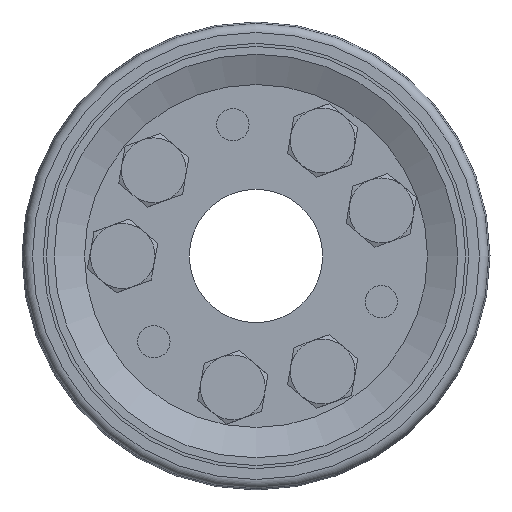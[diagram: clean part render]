
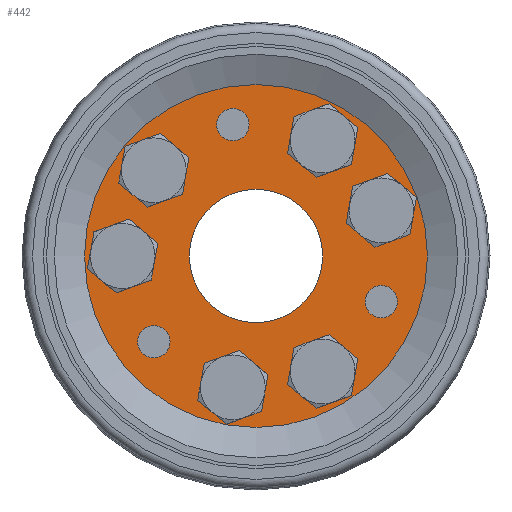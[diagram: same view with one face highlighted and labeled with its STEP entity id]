
A CAD part, left-side view. The second image highlights one B-rep face of the part: STEP entity #442.
In plain terms, the highlighted planar face has unit normal (-1, 0, 0).
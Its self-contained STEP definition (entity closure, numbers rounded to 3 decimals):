
#442 = ADVANCED_FACE( '', ( #1212, #1213, #1214, #1215, #1216, #1217, #1218, #1219, #1220, #1221, #1222 ), #1223, .T. );
#1212 = FACE_BOUND( '', #2457, .T. );
#1213 = FACE_BOUND( '', #2458, .T. );
#1214 = FACE_BOUND( '', #2459, .T. );
#1215 = FACE_OUTER_BOUND( '', #2460, .T. );
#1216 = FACE_BOUND( '', #2461, .T. );
#1217 = FACE_BOUND( '', #2462, .T. );
#1218 = FACE_BOUND( '', #2463, .T. );
#1219 = FACE_BOUND( '', #2464, .T. );
#1220 = FACE_BOUND( '', #2465, .T. );
#1221 = FACE_BOUND( '', #2466, .T. );
#1222 = FACE_BOUND( '', #2467, .T. );
#1223 = PLANE( '', #2468 );
#2457 = EDGE_LOOP( '', ( #3852 ) );
#2458 = EDGE_LOOP( '', ( #3853 ) );
#2459 = EDGE_LOOP( '', ( #3854 ) );
#2460 = EDGE_LOOP( '', ( #3855 ) );
#2461 = EDGE_LOOP( '', ( #3856 ) );
#2462 = EDGE_LOOP( '', ( #3857 ) );
#2463 = EDGE_LOOP( '', ( #3858 ) );
#2464 = EDGE_LOOP( '', ( #3859 ) );
#2465 = EDGE_LOOP( '', ( #3860 ) );
#2466 = EDGE_LOOP( '', ( #3861 ) );
#2467 = EDGE_LOOP( '', ( #3862 ) );
#2468 = AXIS2_PLACEMENT_3D( '', #3863, #3864, #3865 );
#3852 = ORIENTED_EDGE( '', *, *, #6343, .T. );
#3853 = ORIENTED_EDGE( '', *, *, #6344, .T. );
#3854 = ORIENTED_EDGE( '', *, *, #6308, .T. );
#3855 = ORIENTED_EDGE( '', *, *, #6345, .T. );
#3856 = ORIENTED_EDGE( '', *, *, #6346, .F. );
#3857 = ORIENTED_EDGE( '', *, *, #6347, .F. );
#3858 = ORIENTED_EDGE( '', *, *, #6348, .F. );
#3859 = ORIENTED_EDGE( '', *, *, #6349, .F. );
#3860 = ORIENTED_EDGE( '', *, *, #6350, .F. );
#3861 = ORIENTED_EDGE( '', *, *, #6351, .F. );
#3862 = ORIENTED_EDGE( '', *, *, #6352, .T. );
#3863 = CARTESIAN_POINT( '', ( -38.452, 10.725, 8.999 ) );
#3864 = DIRECTION( '', ( -1., 0., 0. ) );
#3865 = DIRECTION( '', ( 0., 0.766, 0.643 ) );
#6308 = EDGE_CURVE( '', #7373, #7373, #7374, .T. );
#6343 = EDGE_CURVE( '', #7433, #7433, #7434, .T. );
#6344 = EDGE_CURVE( '', #7435, #7435, #7436, .T. );
#6345 = EDGE_CURVE( '', #7437, #7437, #7438, .T. );
#6346 = EDGE_CURVE( '', #7439, #7439, #7440, .T. );
#6347 = EDGE_CURVE( '', #7441, #7441, #7442, .T. );
#6348 = EDGE_CURVE( '', #7443, #7443, #7444, .T. );
#6349 = EDGE_CURVE( '', #7445, #7445, #7446, .T. );
#6350 = EDGE_CURVE( '', #7447, #7447, #7448, .T. );
#6351 = EDGE_CURVE( '', #7449, #7449, #7450, .T. );
#6352 = EDGE_CURVE( '', #7451, #7451, #7452, .F. );
#7373 = VERTEX_POINT( '', #9086 );
#7374 = CIRCLE( '', #9087, 4.25 );
#7433 = VERTEX_POINT( '', #9174 );
#7434 = CIRCLE( '', #9175, 4.25 );
#7435 = VERTEX_POINT( '', #9176 );
#7436 = CIRCLE( '', #9177, 4.25 );
#7437 = VERTEX_POINT( '', #9178 );
#7438 = CIRCLE( '', #9179, 45. );
#7439 = VERTEX_POINT( '', #9180 );
#7440 = CIRCLE( '', #9181, 7.75 );
#7441 = VERTEX_POINT( '', #9182 );
#7442 = CIRCLE( '', #9183, 7.75 );
#7443 = VERTEX_POINT( '', #9184 );
#7444 = CIRCLE( '', #9185, 7.75 );
#7445 = VERTEX_POINT( '', #9186 );
#7446 = CIRCLE( '', #9187, 7.75 );
#7447 = VERTEX_POINT( '', #9188 );
#7448 = CIRCLE( '', #9189, 7.75 );
#7449 = VERTEX_POINT( '', #9190 );
#7450 = CIRCLE( '', #9191, 7.75 );
#7451 = VERTEX_POINT( '', #9192 );
#7452 = CIRCLE( '', #9193, 17.5 );
#9086 = CARTESIAN_POINT( '', ( -38.452, -30.157, -15.226 ) );
#9087 = AXIS2_PLACEMENT_3D( '', #11376, #11377, #11378 );
#9174 = CARTESIAN_POINT( '', ( -38.452, 29.543, -25.753 ) );
#9175 = AXIS2_PLACEMENT_3D( '', #11439, #11440, #11441 );
#9176 = CARTESIAN_POINT( '', ( -38.452, 8.81, 31.213 ) );
#9177 = AXIS2_PLACEMENT_3D( '', #11442, #11443, #11444 );
#9178 = CARTESIAN_POINT( '', ( -38.452, 34.472, 28.925 ) );
#9179 = AXIS2_PLACEMENT_3D( '', #11445, #11446, #11447 );
#9180 = CARTESIAN_POINT( '', ( -38.452, -25.25, -30.311 ) );
#9181 = AXIS2_PLACEMENT_3D( '', #11448, #11449, #11450 );
#9182 = CARTESIAN_POINT( '', ( -38.452, 27.25, 0. ) );
#9183 = AXIS2_PLACEMENT_3D( '', #11451, #11452, #11453 );
#9184 = CARTESIAN_POINT( '', ( -38.452, -25.25, 30.311 ) );
#9185 = AXIS2_PLACEMENT_3D( '', #11454, #11455, #11456 );
#9186 = CARTESIAN_POINT( '', ( -38.452, 19.062, 22.498 ) );
#9187 = AXIS2_PLACEMENT_3D( '', #11457, #11458, #11459 );
#9188 = CARTESIAN_POINT( '', ( -38.452, -1.672, -34.468 ) );
#9189 = AXIS2_PLACEMENT_3D( '', #11460, #11461, #11462 );
#9190 = CARTESIAN_POINT( '', ( -38.452, -40.639, 11.971 ) );
#9191 = AXIS2_PLACEMENT_3D( '', #11463, #11464, #11465 );
#9192 = CARTESIAN_POINT( '', ( -38.452, -17.5, 0. ) );
#9193 = AXIS2_PLACEMENT_3D( '', #11466, #11467, #11468 );
#11376 = CARTESIAN_POINT( '', ( -38.452, -32.889, -11.971 ) );
#11377 = DIRECTION( '', ( 1., 0., 0. ) );
#11378 = DIRECTION( '', ( 0., 0.643, -0.766 ) );
#11439 = CARTESIAN_POINT( '', ( -38.452, 26.812, -22.498 ) );
#11440 = DIRECTION( '', ( 1., 0., 0. ) );
#11441 = DIRECTION( '', ( 0., 0.643, -0.766 ) );
#11442 = CARTESIAN_POINT( '', ( -38.452, 6.078, 34.468 ) );
#11443 = DIRECTION( '', ( 1., 0., 0. ) );
#11444 = DIRECTION( '', ( 0., 0.643, -0.766 ) );
#11445 = CARTESIAN_POINT( '', ( -38.452, 0., 0. ) );
#11446 = DIRECTION( '', ( -1., 0., 0. ) );
#11447 = DIRECTION( '', ( 0., 0.766, 0.643 ) );
#11448 = CARTESIAN_POINT( '', ( -38.452, -17.5, -30.311 ) );
#11449 = DIRECTION( '', ( -1., 0., 0. ) );
#11450 = DIRECTION( '', ( 0., -1., 0. ) );
#11451 = CARTESIAN_POINT( '', ( -38.452, 35., 0. ) );
#11452 = DIRECTION( '', ( -1., 0., 0. ) );
#11453 = DIRECTION( '', ( 0., -1., 0. ) );
#11454 = CARTESIAN_POINT( '', ( -38.452, -17.5, 30.311 ) );
#11455 = DIRECTION( '', ( -1., 0., 0. ) );
#11456 = DIRECTION( '', ( 0., -1., 0. ) );
#11457 = CARTESIAN_POINT( '', ( -38.452, 26.812, 22.498 ) );
#11458 = DIRECTION( '', ( -1., 0., 0. ) );
#11459 = DIRECTION( '', ( 0., -1., 0. ) );
#11460 = CARTESIAN_POINT( '', ( -38.452, 6.078, -34.468 ) );
#11461 = DIRECTION( '', ( -1., 0., 0. ) );
#11462 = DIRECTION( '', ( 0., -1., 0. ) );
#11463 = CARTESIAN_POINT( '', ( -38.452, -32.889, 11.971 ) );
#11464 = DIRECTION( '', ( -1., 0., 0. ) );
#11465 = DIRECTION( '', ( 0., -1., 0. ) );
#11466 = CARTESIAN_POINT( '', ( -38.452, 0., 0. ) );
#11467 = DIRECTION( '', ( -1., 0., 0. ) );
#11468 = DIRECTION( '', ( 0., -1., 0. ) );
